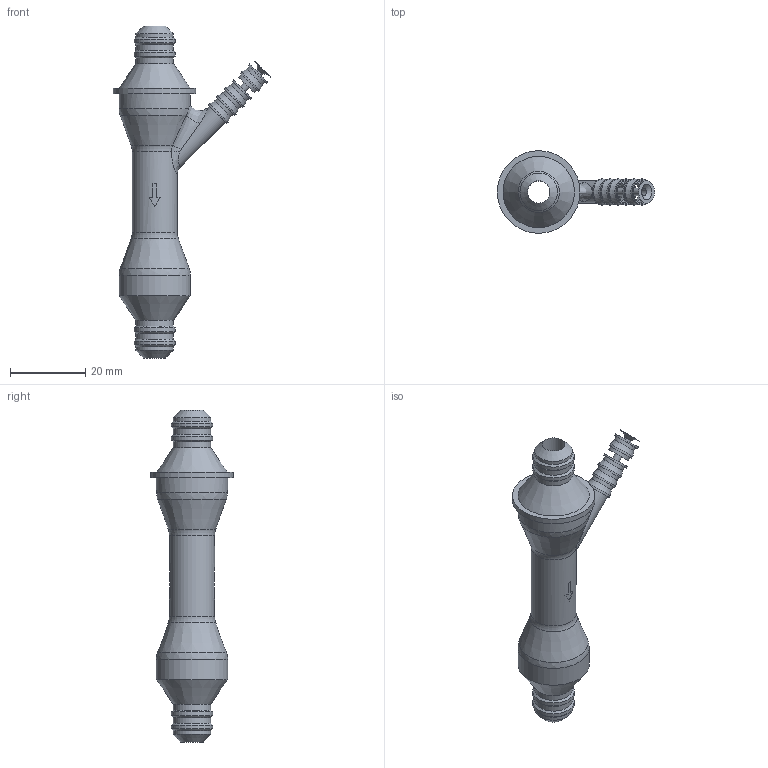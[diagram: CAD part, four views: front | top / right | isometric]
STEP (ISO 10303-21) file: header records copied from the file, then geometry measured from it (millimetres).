
FILE_DESCRIPTION(/* description */ (''),/* implementation_level */ '2;1');
FILE_NAME(/* name */ 'Oxygen Mixer V4 v1.step',/* time_stamp */ '2020-04-03T12:12:17+02:00',/* author */ (''),/* organization */ (''),/* preprocessor_version */ 'ST-DEVELOPER v18',/* originating_system */ 'Autodesk Translation Framework v8.12.0.6',/* authorisation */ '');
FILE_SCHEMA (('AUTOMOTIVE_DESIGN { 1 0 10303 214 3 1 1 }'));
Length unit declared in the file: millimetre
Products named in the file (1): Oxygen Mixer V4
Bounding box: 41.87 x 22 x 88.46 mm (x, y, z)
Volume: 7673 mm3; surface area: 7952.8 mm2
Topology: 1 solids, 1 shells, 96 faces, 245 edges, 159 vertices
Faces by surface type: cylinder 34, cone 25, plane 23, bspline 10, torus 4
Full cylindrical faces by diameter (mm): 2 x1, 6 x8, 7 x6, 8 x1, 10 x6, 11 x4, 12 x1, 15 x2, 19 x2, 22 x1
Entity records: 3345 total; most frequent: CARTESIAN_POINT 898, DIRECTION 552, ORIENTED_EDGE 490, EDGE_CURVE 245, AXIS2_PLACEMENT_3D 237, VERTEX_POINT 159, CIRCLE 142, EDGE_LOOP 108
